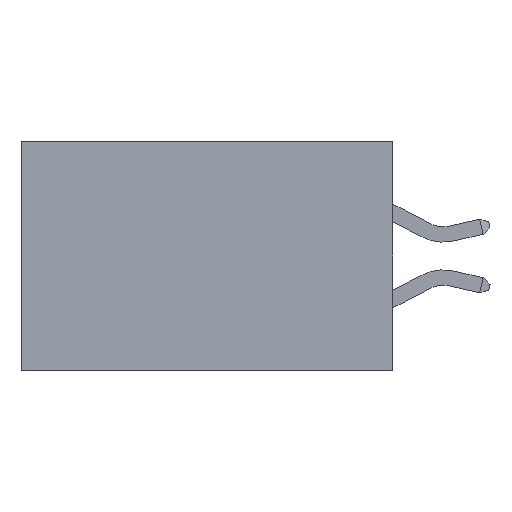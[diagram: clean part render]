
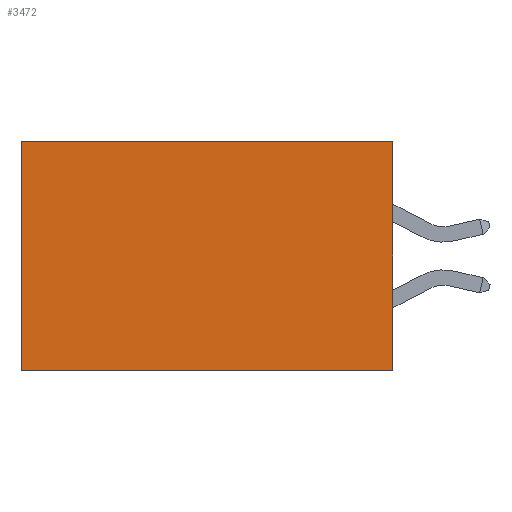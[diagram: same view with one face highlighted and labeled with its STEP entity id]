
A CAD part, left-side view. The second image highlights one B-rep face of the part: STEP entity #3472.
In plain terms, the highlighted planar face has unit normal (-1, 0, 0).
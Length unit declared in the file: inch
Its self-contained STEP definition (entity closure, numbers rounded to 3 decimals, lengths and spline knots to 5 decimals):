
#256 = CARTESIAN_POINT ( 'NONE',  ( 0.2875, 0., 0. ) ) ;
#353 = CARTESIAN_POINT ( 'NONE',  ( 0.2875, 0., 0. ) ) ;
#462 = ORIENTED_EDGE ( 'NONE', *, *, #9254, .T. ) ;
#500 = VERTEX_POINT ( 'NONE', #965 ) ;
#548 = PLANE ( 'NONE',  #7641 ) ;
#771 = CARTESIAN_POINT ( 'NONE',  ( 0.2875, 0.6, -0.37 ) ) ;
#965 = CARTESIAN_POINT ( 'NONE',  ( 0.2875, 0.6, 0. ) ) ;
#986 = DIRECTION ( 'NONE',  ( 1., 0., 0. ) ) ;
#1225 = DIRECTION ( 'NONE',  ( 0., 0., -1. ) ) ;
#1475 = LINE ( 'NONE', #3507, #3491 ) ;
#1527 = CARTESIAN_POINT ( 'NONE',  ( 0.2875, 0., 0. ) ) ;
#2018 = ORIENTED_EDGE ( 'NONE', *, *, #8299, .T. ) ;
#2425 = CARTESIAN_POINT ( 'NONE',  ( 0.2875, 0., 0. ) ) ;
#2593 = LINE ( 'NONE', #256, #8718 ) ;
#2773 = CARTESIAN_POINT ( 'NONE',  ( 0.2875, 0., -0.37 ) ) ;
#3298 = EDGE_CURVE ( 'NONE', #5864, #10390, #10209, .T. ) ;
#3472 = ADVANCED_FACE ( 'NONE', ( #10078 ), #548, .F. ) ;
#3491 = VECTOR ( 'NONE', #10043, 39.37008 ) ;
#3507 = CARTESIAN_POINT ( 'NONE',  ( 0.2875, 0.6, 0. ) ) ;
#4109 = DIRECTION ( 'NONE',  ( 0., 0., -1. ) ) ;
#4136 = EDGE_LOOP ( 'NONE', ( #462, #4655, #9312, #2018 ) ) ;
#4655 = ORIENTED_EDGE ( 'NONE', *, *, #3298, .F. ) ;
#4869 = VERTEX_POINT ( 'NONE', #353 ) ;
#5744 = CARTESIAN_POINT ( 'NONE',  ( 0.2875, 0., -0.37 ) ) ;
#5773 = VECTOR ( 'NONE', #9156, 39.37008 ) ;
#5864 = VERTEX_POINT ( 'NONE', #5744 ) ;
#7641 = AXIS2_PLACEMENT_3D ( 'NONE', #2425, #986, #1225 ) ;
#8299 = EDGE_CURVE ( 'NONE', #4869, #500, #2593, .T. ) ;
#8525 = EDGE_CURVE ( 'NONE', #4869, #5864, #10647, .T. ) ;
#8585 = VECTOR ( 'NONE', #4109, 39.37008 ) ;
#8718 = VECTOR ( 'NONE', #10301, 39.37008 ) ;
#9156 = DIRECTION ( 'NONE',  ( 0., 1., 0. ) ) ;
#9254 = EDGE_CURVE ( 'NONE', #500, #10390, #1475, .T. ) ;
#9312 = ORIENTED_EDGE ( 'NONE', *, *, #8525, .F. ) ;
#10043 = DIRECTION ( 'NONE',  ( 0., 0., -1. ) ) ;
#10078 = FACE_OUTER_BOUND ( 'NONE', #4136, .T. ) ;
#10209 = LINE ( 'NONE', #2773, #5773 ) ;
#10301 = DIRECTION ( 'NONE',  ( 0., 1., 0. ) ) ;
#10390 = VERTEX_POINT ( 'NONE', #771 ) ;
#10647 = LINE ( 'NONE', #1527, #8585 ) ;
